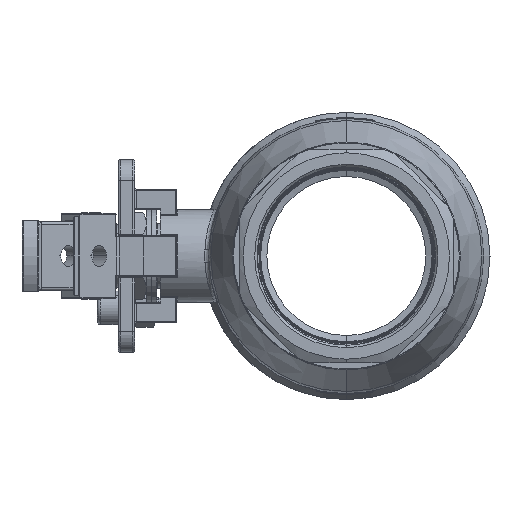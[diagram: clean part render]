
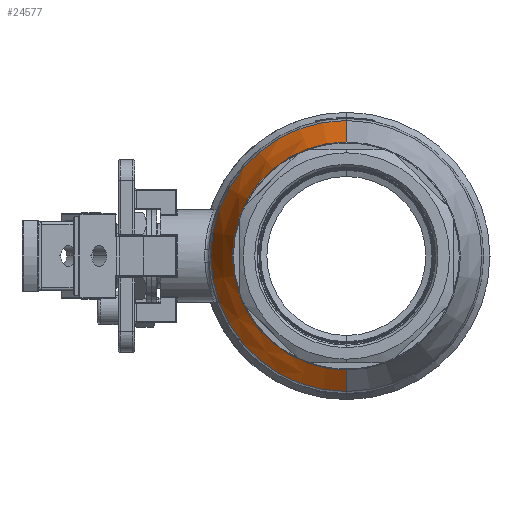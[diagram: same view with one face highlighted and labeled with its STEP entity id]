
A CAD part, left-side view. The second image highlights one B-rep face of the part: STEP entity #24577.
In plain terms, the highlighted conical face has half-angle 22.174 degrees and reference radius 54.5 mm.
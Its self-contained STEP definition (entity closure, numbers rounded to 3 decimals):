
#1017 = EDGE_CURVE ( 'NONE', #11346, #65375, #67693, .T. ) ;
#1903 = EDGE_LOOP ( 'NONE', ( #71512, #34402, #87184, #10825 ) ) ;
#3656 = CARTESIAN_POINT ( 'NONE',  ( -53.5, 0., -54.5 ) ) ;
#7531 = VECTOR ( 'NONE', #90880, 1000. ) ;
#10825 = ORIENTED_EDGE ( 'NONE', *, *, #1017, .F. ) ;
#11346 = VERTEX_POINT ( 'NONE', #75839 ) ;
#11381 = CARTESIAN_POINT ( 'NONE',  ( -28.32, 0., 64.763 ) ) ;
#11402 = VERTEX_POINT ( 'NONE', #85280 ) ;
#11698 = DIRECTION ( 'NONE',  ( 0.926, 0., 0.377 ) ) ;
#11739 = CARTESIAN_POINT ( 'NONE',  ( -28.32, 0., 0. ) ) ;
#12324 = VERTEX_POINT ( 'NONE', #11381 ) ;
#12692 = CARTESIAN_POINT ( 'NONE',  ( -53.5, 0., 0. ) ) ;
#13128 = CARTESIAN_POINT ( 'NONE',  ( -53.5, 0., 0. ) ) ;
#13486 = CIRCLE ( 'NONE', #28704, 54.5 ) ;
#16031 = EDGE_CURVE ( 'NONE', #12324, #65375, #56764, .T. ) ;
#19011 = DIRECTION ( 'NONE',  ( 0., 0., 1. ) ) ;
#20421 = DIRECTION ( 'NONE',  ( 0., 0., 1. ) ) ;
#24126 = CONICAL_SURFACE ( 'NONE', #79851, 54.5, 0.387 ) ;
#24577 = ADVANCED_FACE ( 'NONE', ( #26377 ), #24126, .T. ) ;
#26377 = FACE_OUTER_BOUND ( 'NONE', #1903, .T. ) ;
#28704 = AXIS2_PLACEMENT_3D ( 'NONE', #13128, #63882, #20421 ) ;
#34402 = ORIENTED_EDGE ( 'NONE', *, *, #59252, .T. ) ;
#42519 = CARTESIAN_POINT ( 'NONE',  ( -28.32, 0., -64.763 ) ) ;
#46292 = EDGE_CURVE ( 'NONE', #11402, #11346, #13486, .T. ) ;
#56764 = CIRCLE ( 'NONE', #57125, 64.763 ) ;
#57125 = AXIS2_PLACEMENT_3D ( 'NONE', #11739, #62481, #19011 ) ;
#59252 = EDGE_CURVE ( 'NONE', #11402, #12324, #71938, .T. ) ;
#62434 = CARTESIAN_POINT ( 'NONE',  ( -53.5, 0., 54.5 ) ) ;
#62481 = DIRECTION ( 'NONE',  ( -1., 0., 0. ) ) ;
#63430 = DIRECTION ( 'NONE',  ( 1., 0., 0. ) ) ;
#63882 = DIRECTION ( 'NONE',  ( -1., 0., 0. ) ) ;
#65375 = VERTEX_POINT ( 'NONE', #42519 ) ;
#67693 = LINE ( 'NONE', #3656, #7531 ) ;
#69670 = VECTOR ( 'NONE', #11698, 1000. ) ;
#70718 = DIRECTION ( 'NONE',  ( 0., 0., -1. ) ) ;
#71512 = ORIENTED_EDGE ( 'NONE', *, *, #46292, .F. ) ;
#71938 = LINE ( 'NONE', #62434, #69670 ) ;
#75839 = CARTESIAN_POINT ( 'NONE',  ( -53.5, 0., -54.5 ) ) ;
#79851 = AXIS2_PLACEMENT_3D ( 'NONE', #12692, #63430, #70718 ) ;
#85280 = CARTESIAN_POINT ( 'NONE',  ( -53.5, 0., 54.5 ) ) ;
#87184 = ORIENTED_EDGE ( 'NONE', *, *, #16031, .T. ) ;
#90880 = DIRECTION ( 'NONE',  ( 0.926, 0., -0.377 ) ) ;
